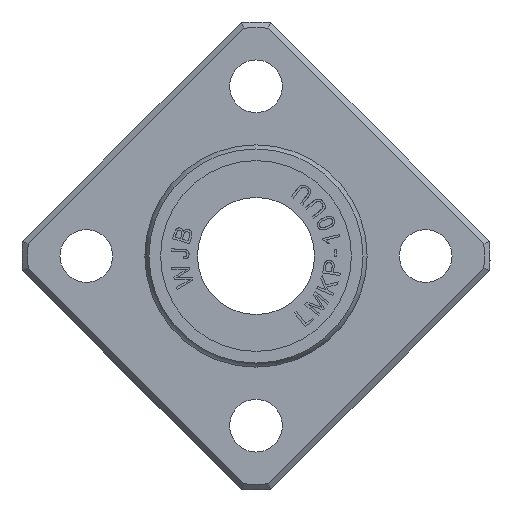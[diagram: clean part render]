
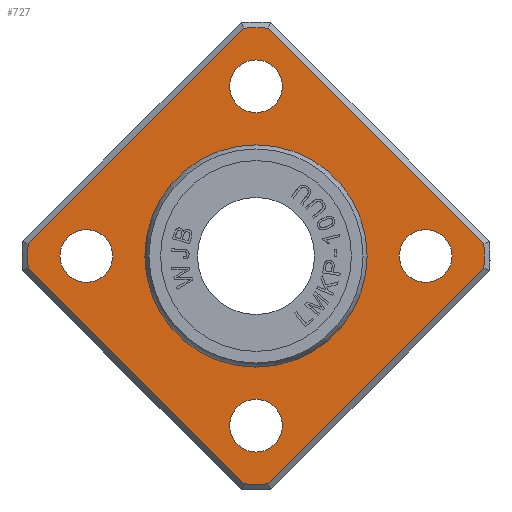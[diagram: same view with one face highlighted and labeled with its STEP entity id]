
A CAD part, left-side view. The second image highlights one B-rep face of the part: STEP entity #727.
In plain terms, the highlighted planar face has unit normal (-1, 0, 0).
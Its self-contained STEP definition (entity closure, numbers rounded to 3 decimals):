
#486=PLANE('',#6755);
#727=ADVANCED_FACE('',(#1194,#1195,#1196,#1197,#1198,#1199),#486,.T.);
#1194=FACE_BOUND('',#1316,.T.);
#1195=FACE_BOUND('',#1317,.T.);
#1196=FACE_BOUND('',#1318,.T.);
#1197=FACE_BOUND('',#1319,.T.);
#1198=FACE_BOUND('',#1320,.T.);
#1199=FACE_BOUND('',#1321,.T.);
#1316=EDGE_LOOP('',(#2514));
#1317=EDGE_LOOP('',(#2515));
#1318=EDGE_LOOP('',(#2516));
#1319=EDGE_LOOP('',(#2517));
#1320=EDGE_LOOP('',(#2518));
#1321=EDGE_LOOP('',(#2519,#2520,#2521,#2522,#2523,#2524,#2525,#2526));
#2190=CIRCLE('',#6746,2.25);
#2191=CIRCLE('',#6747,2.25);
#2192=CIRCLE('',#6748,2.25);
#2193=CIRCLE('',#6749,2.25);
#2194=CIRCLE('',#6750,9.286);
#2195=CIRCLE('',#6751,19.5);
#2196=CIRCLE('',#6752,19.5);
#2197=CIRCLE('',#6753,19.5);
#2198=CIRCLE('',#6754,19.5);
#2514=ORIENTED_EDGE('',*,*,#4980,.T.);
#2515=ORIENTED_EDGE('',*,*,#4981,.T.);
#2516=ORIENTED_EDGE('',*,*,#4982,.T.);
#2517=ORIENTED_EDGE('',*,*,#4983,.T.);
#2518=ORIENTED_EDGE('',*,*,#4984,.F.);
#2519=ORIENTED_EDGE('',*,*,#4985,.T.);
#2520=ORIENTED_EDGE('',*,*,#4986,.T.);
#2521=ORIENTED_EDGE('',*,*,#4987,.T.);
#2522=ORIENTED_EDGE('',*,*,#4988,.T.);
#2523=ORIENTED_EDGE('',*,*,#4989,.T.);
#2524=ORIENTED_EDGE('',*,*,#4990,.T.);
#2525=ORIENTED_EDGE('',*,*,#4991,.T.);
#2526=ORIENTED_EDGE('',*,*,#4992,.T.);
#4360=VERTEX_POINT('',#9870);
#4361=VERTEX_POINT('',#9872);
#4362=VERTEX_POINT('',#9874);
#4363=VERTEX_POINT('',#9876);
#4364=VERTEX_POINT('',#9878);
#4365=VERTEX_POINT('',#9880);
#4366=VERTEX_POINT('',#9881);
#4367=VERTEX_POINT('',#9883);
#4368=VERTEX_POINT('',#9885);
#4369=VERTEX_POINT('',#9887);
#4370=VERTEX_POINT('',#9889);
#4371=VERTEX_POINT('',#9891);
#4372=VERTEX_POINT('',#9893);
#4980=EDGE_CURVE('',#4360,#4360,#2190,.T.);
#4981=EDGE_CURVE('',#4361,#4361,#2191,.T.);
#4982=EDGE_CURVE('',#4362,#4362,#2192,.T.);
#4983=EDGE_CURVE('',#4363,#4363,#2193,.T.);
#4984=EDGE_CURVE('',#4364,#4364,#2194,.T.);
#4985=EDGE_CURVE('',#4365,#4366,#2195,.T.);
#4986=EDGE_CURVE('',#4366,#4367,#5789,.T.);
#4987=EDGE_CURVE('',#4367,#4368,#2196,.T.);
#4988=EDGE_CURVE('',#4368,#4369,#5790,.T.);
#4989=EDGE_CURVE('',#4369,#4370,#2197,.T.);
#4990=EDGE_CURVE('',#4370,#4371,#5791,.T.);
#4991=EDGE_CURVE('',#4371,#4372,#2198,.T.);
#4992=EDGE_CURVE('',#4372,#4365,#5792,.T.);
#5789=LINE('',#9882,#6270);
#5790=LINE('',#9886,#6271);
#5791=LINE('',#9890,#6272);
#5792=LINE('',#9894,#6273);
#6270=VECTOR('',#7352,1.);
#6271=VECTOR('',#7355,1.);
#6272=VECTOR('',#7358,1.);
#6273=VECTOR('',#7361,1.);
#6746=AXIS2_PLACEMENT_3D('',#9869,#7340,#7341);
#6747=AXIS2_PLACEMENT_3D('',#9871,#7342,#7343);
#6748=AXIS2_PLACEMENT_3D('',#9873,#7344,#7345);
#6749=AXIS2_PLACEMENT_3D('',#9875,#7346,#7347);
#6750=AXIS2_PLACEMENT_3D('',#9877,#7348,#7349);
#6751=AXIS2_PLACEMENT_3D('',#9879,#7350,#7351);
#6752=AXIS2_PLACEMENT_3D('',#9884,#7353,#7354);
#6753=AXIS2_PLACEMENT_3D('',#9888,#7356,#7357);
#6754=AXIS2_PLACEMENT_3D('',#9892,#7359,#7360);
#6755=AXIS2_PLACEMENT_3D('',#9895,#7362,#7363);
#7340=DIRECTION('',(1.,0.,0.));
#7341=DIRECTION('',(0.,1.,0.));
#7342=DIRECTION('',(1.,0.,0.));
#7343=DIRECTION('',(0.,1.,0.));
#7344=DIRECTION('',(1.,0.,0.));
#7345=DIRECTION('',(0.,1.,0.));
#7346=DIRECTION('',(1.,0.,0.));
#7347=DIRECTION('',(0.,1.,0.));
#7348=DIRECTION('',(-1.,0.,0.));
#7349=DIRECTION('',(0.,0.,1.));
#7350=DIRECTION('',(-1.,0.,0.));
#7351=DIRECTION('',(0.,0.,1.));
#7352=DIRECTION('',(0.,-0.707,-0.707));
#7353=DIRECTION('',(-1.,0.,0.));
#7354=DIRECTION('',(0.,0.,1.));
#7355=DIRECTION('',(0.,-0.707,0.707));
#7356=DIRECTION('',(-1.,0.,0.));
#7357=DIRECTION('',(0.,0.,1.));
#7358=DIRECTION('',(0.,0.707,0.707));
#7359=DIRECTION('',(-1.,0.,0.));
#7360=DIRECTION('',(0.,0.,1.));
#7361=DIRECTION('',(0.,0.707,-0.707));
#7362=DIRECTION('',(-1.,0.,0.));
#7363=DIRECTION('',(0.,0.,1.));
#9869=CARTESIAN_POINT('',(6.,0.,-14.5));
#9870=CARTESIAN_POINT('',(6.,-2.25,-14.5));
#9871=CARTESIAN_POINT('',(6.,0.,14.5));
#9872=CARTESIAN_POINT('',(6.,-2.25,14.5));
#9873=CARTESIAN_POINT('',(6.,-14.5,0.));
#9874=CARTESIAN_POINT('',(6.,-16.75,0.));
#9875=CARTESIAN_POINT('',(6.,14.5,0.));
#9876=CARTESIAN_POINT('',(6.,12.25,0.));
#9877=CARTESIAN_POINT('',(6.,0.,0.));
#9878=CARTESIAN_POINT('',(6.,0.,9.286));
#9879=CARTESIAN_POINT('',(6.,0.,0.));
#9880=CARTESIAN_POINT('',(6.,19.473,1.034));
#9881=CARTESIAN_POINT('',(6.,19.473,-1.034));
#9882=CARTESIAN_POINT('',(6.,10.063,-10.443));
#9883=CARTESIAN_POINT('',(6.,1.034,-19.473));
#9884=CARTESIAN_POINT('',(6.,0.,0.));
#9885=CARTESIAN_POINT('',(6.,-1.034,-19.473));
#9886=CARTESIAN_POINT('',(6.,-29.443,8.937));
#9887=CARTESIAN_POINT('',(6.,-19.473,-1.034));
#9888=CARTESIAN_POINT('',(6.,0.,0.));
#9889=CARTESIAN_POINT('',(6.,-19.473,1.034));
#9890=CARTESIAN_POINT('',(6.,-10.443,10.063));
#9891=CARTESIAN_POINT('',(6.,-1.034,19.473));
#9892=CARTESIAN_POINT('',(6.,0.,0.));
#9893=CARTESIAN_POINT('',(6.,1.034,19.473));
#9894=CARTESIAN_POINT('',(6.,-8.937,29.443));
#9895=CARTESIAN_POINT('',(6.,0.,14.393));
